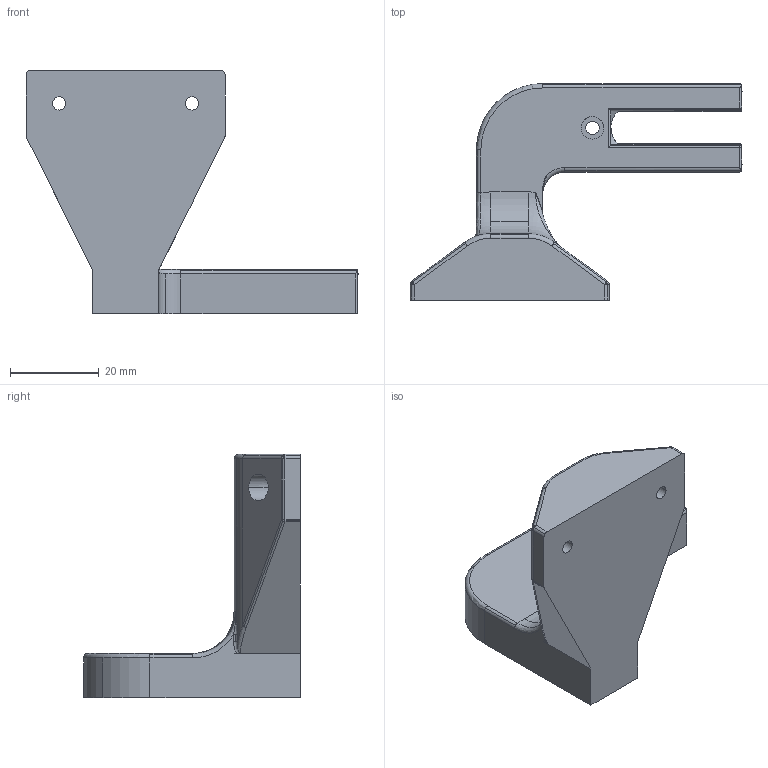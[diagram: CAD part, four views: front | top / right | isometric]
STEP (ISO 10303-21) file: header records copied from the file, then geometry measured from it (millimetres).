
FILE_DESCRIPTION(('STEP AP214'),'1');
FILE_NAME('RailCoreDock.stp','2021-06-22T11:45:34',(' '),(' '),'Spatial InterOp 3D',' ',' ');
FILE_SCHEMA(('automotive_design'));
Length unit declared in the file: inch
Products named in the file (1): 1
Bounding box: 75 x 49 x 55 mm (x, y, z)
Volume: 32089.7 mm3; surface area: 10459.7 mm2
Topology: 1 solids, 1 shells, 200 faces, 513 edges, 316 vertices
Faces by surface type: cylinder 118, plane 43, sphere 20, torus 10, bspline 8, cone 1
Entity records: 9536 total; most frequent: CARTESIAN_POINT 2973, DIRECTION 1099, ORIENTED_EDGE 1022, EDGE_CURVE 511, AXIS2_PLACEMENT_3D 439, VERTEX_POINT 316, LINE 221, VECTOR 221
